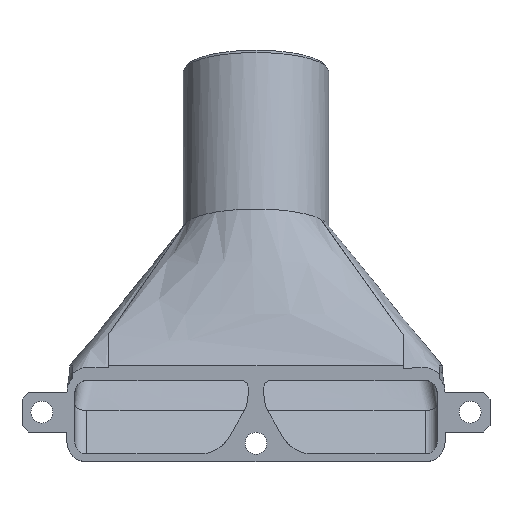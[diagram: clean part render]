
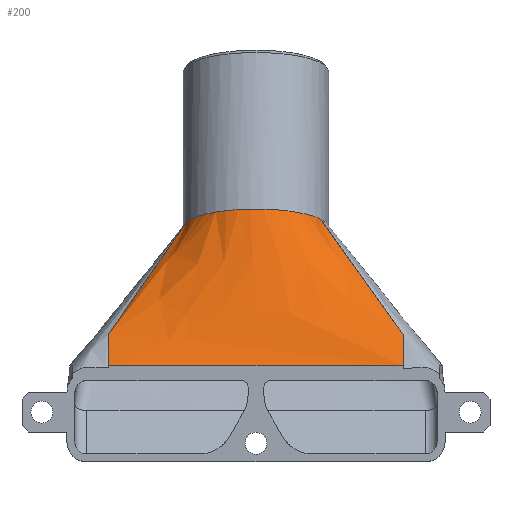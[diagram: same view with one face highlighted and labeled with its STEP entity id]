
A CAD part, front view. The second image highlights one B-rep face of the part: STEP entity #200.
In plain terms, the highlighted free-form (B-spline) face has degree [3, 3] with [12, 4] control points.
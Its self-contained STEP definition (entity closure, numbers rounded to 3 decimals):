
#27=CARTESIAN_POINT('',(-25.6,-0.5,35.6));
#28=CARTESIAN_POINT('',(-20.574,5.039,42.846));
#29=CARTESIAN_POINT('',(-15.549,10.577,50.093));
#30=CARTESIAN_POINT('',(-10.523,16.116,57.339));
#31=CARTESIAN_POINT('',(-25.6,-0.5,35.6));
#32=CARTESIAN_POINT('',(-20.574,5.039,42.846));
#33=CARTESIAN_POINT('',(-15.549,10.577,50.093));
#34=CARTESIAN_POINT('',(-10.523,16.116,57.339));
#35=CARTESIAN_POINT('',(-25.6,-0.5,35.6));
#36=CARTESIAN_POINT('',(-20.574,5.039,42.846));
#37=CARTESIAN_POINT('',(-15.549,10.577,50.093));
#38=CARTESIAN_POINT('',(-10.523,16.116,57.339));
#39=CARTESIAN_POINT('',(-25.6,-0.5,35.6));
#40=CARTESIAN_POINT('',(-20.574,5.039,42.846));
#41=CARTESIAN_POINT('',(-15.549,10.577,50.093));
#42=CARTESIAN_POINT('',(-10.523,16.116,57.339));
#43=CARTESIAN_POINT('',(-21.308,-0.5,35.6));
#44=CARTESIAN_POINT('',(-17.505,4.363,43.027));
#45=CARTESIAN_POINT('',(-13.701,9.227,50.455));
#46=CARTESIAN_POINT('',(-9.899,14.09,57.882));
#47=CARTESIAN_POINT('',(-14.869,-0.5,35.6));
#48=CARTESIAN_POINT('',(-12.571,3.452,43.272));
#49=CARTESIAN_POINT('',(-10.272,7.404,50.943));
#50=CARTESIAN_POINT('',(-7.973,11.356,58.615));
#51=CARTESIAN_POINT('',(-6.284,-0.5,35.6));
#52=CARTESIAN_POINT('',(-5.577,2.731,43.465));
#53=CARTESIAN_POINT('',(-4.87,5.962,51.329));
#54=CARTESIAN_POINT('',(-4.163,9.193,59.194));
#55=CARTESIAN_POINT('',(0.154,-0.5,35.6));
#56=CARTESIAN_POINT('',(-0.21,2.484,43.531));
#57=CARTESIAN_POINT('',(-0.574,5.469,51.462));
#58=CARTESIAN_POINT('',(-0.937,8.453,59.393));
#59=CARTESIAN_POINT('',(6.593,-0.5,35.6));
#60=CARTESIAN_POINT('',(5.185,2.554,43.512));
#61=CARTESIAN_POINT('',(3.777,5.607,51.425));
#62=CARTESIAN_POINT('',(2.37,8.661,59.337));
#63=CARTESIAN_POINT('',(15.075,-0.5,35.6));
#64=CARTESIAN_POINT('',(12.201,3.053,43.379));
#65=CARTESIAN_POINT('',(9.328,6.606,51.157));
#66=CARTESIAN_POINT('',(6.452,10.158,58.936));
#67=CARTESIAN_POINT('',(21.412,-0.5,35.6));
#68=CARTESIAN_POINT('',(17.207,3.829,43.171));
#69=CARTESIAN_POINT('',(13.002,8.157,50.741));
#70=CARTESIAN_POINT('',(8.798,12.486,58.312));
#71=CARTESIAN_POINT('',(25.602,-0.5,35.6));
#72=CARTESIAN_POINT('',(20.325,4.441,43.007));
#73=CARTESIAN_POINT('',(15.048,9.382,50.413));
#74=CARTESIAN_POINT('',(9.771,14.322,57.82));
#75=B_SPLINE_SURFACE_WITH_KNOTS('',3,3,((#27,#28,#29,#30),(#31,#32,#33,#34),(#35,#36,#37,#38),(#39,#40,#41,#42),(#43,#44,#45,#46),(#47,#48,#49,#50),(#51,#52,#53,#54),(#55,#56,#57,#58),(#59,#60,#61,#62),(#63,#64,#65,#66),(#67,#68,#69,#70),(#71,#72,#73,#74)),.UNSPECIFIED.,.F.,.F.,.U.,(4,3,1,1,1,1,1,4),(4,4),(0.,-0.,0.252,0.377,0.503,0.629,0.755,1.),(0.,1.),.UNSPECIFIED.);
#76=CARTESIAN_POINT('',(-22.241,-0.5,35.6));
#77=VERTEX_POINT('',#76);
#78=CARTESIAN_POINT('',(-22.241,3.202,40.443));
#79=VERTEX_POINT('',#78);
#80=CARTESIAN_POINT('',(-22.241,-0.5,35.6));
#81=CARTESIAN_POINT('',(-22.241,0.073,36.441));
#82=CARTESIAN_POINT('',(-22.241,0.663,37.268));
#83=CARTESIAN_POINT('',(-22.241,1.278,38.077));
#84=CARTESIAN_POINT('',(-22.241,1.893,38.886));
#85=CARTESIAN_POINT('',(-22.241,2.531,39.677));
#86=CARTESIAN_POINT('',(-22.241,3.202,40.443));
#87=B_SPLINE_CURVE_WITH_KNOTS('',3,(#80,#81,#82,#83,#84,#85,#86),.UNSPECIFIED.,.F.,.F.,(4,3,4),(0.,0.003,0.006),.UNSPECIFIED.);
#88=EDGE_CURVE('',#77,#79,#87,.T.);
#89=ORIENTED_EDGE('',*,*,#88,.F.);
#90=CARTESIAN_POINT('',(22.241,-0.5,35.6));
#91=VERTEX_POINT('',#90);
#92=CARTESIAN_POINT('',(-22.241,-0.5,35.6));
#93=DIRECTION('',(1.,-0.,-0.));
#94=VECTOR('',#93,44.483);
#95=LINE('',#92,#94);
#96=EDGE_CURVE('',#77,#91,#95,.T.);
#97=ORIENTED_EDGE('',*,*,#96,.T.);
#98=CARTESIAN_POINT('',(22.241,2.645,40.314));
#99=VERTEX_POINT('',#98);
#100=CARTESIAN_POINT('',(22.241,2.645,40.314));
#101=CARTESIAN_POINT('',(22.241,2.071,39.562));
#102=CARTESIAN_POINT('',(22.241,1.527,38.789));
#103=CARTESIAN_POINT('',(22.241,1.005,38.002));
#104=CARTESIAN_POINT('',(22.241,0.483,37.215));
#105=CARTESIAN_POINT('',(22.241,-0.017,36.413));
#106=CARTESIAN_POINT('',(22.241,-0.5,35.6));
#107=B_SPLINE_CURVE_WITH_KNOTS('',3,(#100,#101,#102,#103,#104,#105,#106),.UNSPECIFIED.,.F.,.F.,(4,3,4),(0.,0.003,0.006),.UNSPECIFIED.);
#108=EDGE_CURVE('',#99,#91,#107,.T.);
#109=ORIENTED_EDGE('',*,*,#108,.F.);
#110=CARTESIAN_POINT('',(9.773,14.32,57.815));
#111=VERTEX_POINT('',#110);
#112=CARTESIAN_POINT('',(22.241,2.645,40.314));
#113=CARTESIAN_POINT('',(18.086,6.536,46.148));
#114=CARTESIAN_POINT('',(13.93,10.428,51.982));
#115=CARTESIAN_POINT('',(9.774,14.32,57.816));
#116=B_SPLINE_CURVE_WITH_KNOTS('',3,(#112,#113,#114,#115),.UNSPECIFIED.,.F.,.F.,(4,4),(0.,1.),.UNSPECIFIED.);
#117=EDGE_CURVE('',#99,#111,#116,.T.);
#118=ORIENTED_EDGE('',*,*,#117,.T.);
#119=CARTESIAN_POINT('',(-10.527,16.113,57.335));
#120=VERTEX_POINT('',#119);
#121=CARTESIAN_POINT('',(-10.527,16.113,57.334));
#122=CARTESIAN_POINT('',(-10.367,15.607,57.474));
#123=CARTESIAN_POINT('',(-10.171,15.118,57.606));
#124=CARTESIAN_POINT('',(-9.939,14.646,57.732));
#125=CARTESIAN_POINT('',(-9.708,14.174,57.858));
#126=CARTESIAN_POINT('',(-9.441,13.718,57.978));
#127=CARTESIAN_POINT('',(-9.137,13.281,58.094));
#128=CARTESIAN_POINT('',(-8.985,13.062,58.152));
#129=CARTESIAN_POINT('',(-8.824,12.847,58.209));
#130=CARTESIAN_POINT('',(-8.655,12.639,58.264));
#131=CARTESIAN_POINT('',(-8.487,12.432,58.319));
#132=CARTESIAN_POINT('',(-8.312,12.231,58.372));
#133=CARTESIAN_POINT('',(-8.129,12.038,58.424));
#134=CARTESIAN_POINT('',(-7.764,11.651,58.528));
#135=CARTESIAN_POINT('',(-7.372,11.293,58.625));
#136=CARTESIAN_POINT('',(-6.951,10.961,58.714));
#137=CARTESIAN_POINT('',(-6.741,10.796,58.759));
#138=CARTESIAN_POINT('',(-6.523,10.637,58.801));
#139=CARTESIAN_POINT('',(-6.299,10.486,58.842));
#140=CARTESIAN_POINT('',(-6.074,10.334,58.882));
#141=CARTESIAN_POINT('',(-5.844,10.191,58.92));
#142=CARTESIAN_POINT('',(-5.611,10.057,58.956));
#143=CARTESIAN_POINT('',(-5.143,9.789,59.028));
#144=CARTESIAN_POINT('',(-4.659,9.557,59.09));
#145=CARTESIAN_POINT('',(-4.158,9.359,59.143));
#146=CARTESIAN_POINT('',(-3.907,9.261,59.17));
#147=CARTESIAN_POINT('',(-3.652,9.17,59.193));
#148=CARTESIAN_POINT('',(-3.393,9.089,59.215));
#149=CARTESIAN_POINT('',(-3.134,9.008,59.236));
#150=CARTESIAN_POINT('',(-2.87,8.935,59.255));
#151=CARTESIAN_POINT('',(-2.605,8.873,59.272));
#152=CARTESIAN_POINT('',(-2.074,8.748,59.305));
#153=CARTESIAN_POINT('',(-1.539,8.663,59.33));
#154=CARTESIAN_POINT('',(-1.001,8.615,59.343));
#155=CARTESIAN_POINT('',(-0.462,8.568,59.356));
#156=CARTESIAN_POINT('',(0.08,8.558,59.356));
#157=CARTESIAN_POINT('',(0.626,8.588,59.347));
#158=CARTESIAN_POINT('',(0.899,8.603,59.343));
#159=CARTESIAN_POINT('',(1.172,8.628,59.337));
#160=CARTESIAN_POINT('',(1.442,8.662,59.328));
#161=CARTESIAN_POINT('',(1.711,8.697,59.319));
#162=CARTESIAN_POINT('',(1.979,8.741,59.308));
#163=CARTESIAN_POINT('',(2.243,8.794,59.294));
#164=CARTESIAN_POINT('',(2.773,8.901,59.266));
#165=CARTESIAN_POINT('',(3.293,9.045,59.227));
#166=CARTESIAN_POINT('',(3.804,9.227,59.179));
#167=CARTESIAN_POINT('',(4.059,9.317,59.155));
#168=CARTESIAN_POINT('',(4.313,9.418,59.128));
#169=CARTESIAN_POINT('',(4.561,9.528,59.099));
#170=CARTESIAN_POINT('',(4.81,9.638,59.07));
#171=CARTESIAN_POINT('',(5.053,9.755,59.038));
#172=CARTESIAN_POINT('',(5.291,9.881,59.004));
#173=CARTESIAN_POINT('',(5.767,10.133,58.936));
#174=CARTESIAN_POINT('',(6.22,10.417,58.859));
#175=CARTESIAN_POINT('',(6.652,10.734,58.774));
#176=CARTESIAN_POINT('',(6.868,10.892,58.731));
#177=CARTESIAN_POINT('',(7.078,11.058,58.687));
#178=CARTESIAN_POINT('',(7.283,11.233,58.64));
#179=CARTESIAN_POINT('',(7.487,11.408,58.594));
#180=CARTESIAN_POINT('',(7.686,11.591,58.545));
#181=CARTESIAN_POINT('',(7.876,11.78,58.496));
#182=CARTESIAN_POINT('',(8.256,12.156,58.396));
#183=CARTESIAN_POINT('',(8.604,12.557,58.291));
#184=CARTESIAN_POINT('',(8.92,12.981,58.178));
#185=CARTESIAN_POINT('',(9.237,13.404,58.066));
#186=CARTESIAN_POINT('',(9.521,13.851,57.946));
#187=CARTESIAN_POINT('',(9.773,14.321,57.818));
#188=B_SPLINE_CURVE_WITH_KNOTS('',3,(#121,#122,#123,#124,#125,#126,#127,#128,#129,#130,#131,#132,#133,#134,#135,#136,#137,#138,#139,#140,#141,#142,#143,#144,#145,#146,
#147,#148,#149,#150,#151,#152,#153,#154,#155,#156,#157,#158,#159,#160,#161,#162,#163,#164,#165,#166,#167,#168,#169,#170,#171,
#172,#173,#174,#175,#176,#177,#178,#179,#180,#181,#182,#183,#184,#185,#186,#187),.UNSPECIFIED.,.F.,.F.,(4,3,3,3,3,3,3,3,3,3,3,3,3,3,3,3,3,3,3,3,3,3,4),(0.,0.002,0.003,0.004,0.005,0.006,0.007,0.008,0.01,0.011,0.011,0.013,0.015,0.015,0.016,0.018,0.019,0.019,0.021,0.022,0.023,0.024,0.026),.UNSPECIFIED.);
#189=EDGE_CURVE('',#120,#111,#188,.T.);
#190=ORIENTED_EDGE('',*,*,#189,.F.);
#191=CARTESIAN_POINT('',(-22.241,3.202,40.443));
#192=CARTESIAN_POINT('',(-18.336,7.505,46.073));
#193=CARTESIAN_POINT('',(-14.432,11.809,51.704));
#194=CARTESIAN_POINT('',(-10.526,16.113,57.335));
#195=B_SPLINE_CURVE_WITH_KNOTS('',3,(#191,#192,#193,#194),.UNSPECIFIED.,.F.,.F.,(4,4),(0.,1.),.UNSPECIFIED.);
#196=EDGE_CURVE('',#79,#120,#195,.T.);
#197=ORIENTED_EDGE('',*,*,#196,.F.);
#198=EDGE_LOOP('',(#89,#97,#109,#118,#190,#197));
#199=FACE_BOUND('',#198,.T.);
#200=ADVANCED_FACE('',(#199),#75,.T.);
